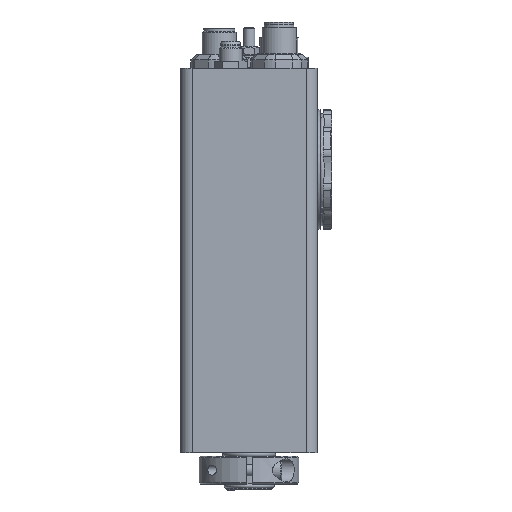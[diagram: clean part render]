
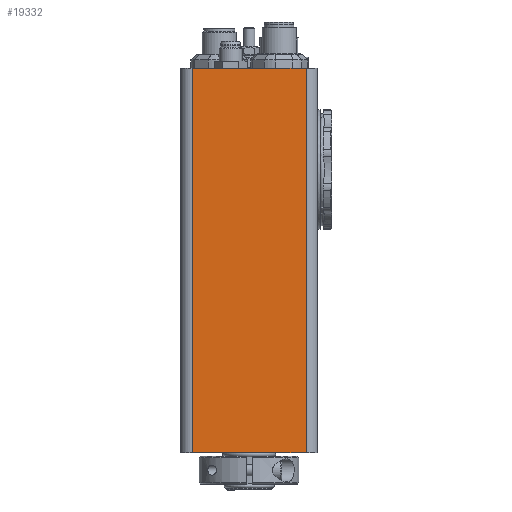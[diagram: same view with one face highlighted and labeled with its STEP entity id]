
A CAD part, left-side view. The second image highlights one B-rep face of the part: STEP entity #19332.
In plain terms, the highlighted planar face has unit normal (-1, 0, 0).
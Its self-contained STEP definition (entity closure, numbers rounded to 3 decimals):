
#2950=FACE_OUTER_BOUND('',#4061,.T.);
#4061=EDGE_LOOP('',(#15990,#15991,#15992,#15993));
#5153=LINE('',#33446,#6473);
#5381=LINE('',#35208,#6701);
#5384=LINE('',#35238,#6704);
#5385=LINE('',#35240,#6705);
#6473=VECTOR('',#23831,40.);
#6701=VECTOR('',#25039,40.);
#6704=VECTOR('',#25072,3.);
#6705=VECTOR('',#25075,3.);
#8039=VERTEX_POINT('',#33444);
#8040=VERTEX_POINT('',#33445);
#8436=VERTEX_POINT('',#35205);
#8437=VERTEX_POINT('',#35207);
#10431=EDGE_CURVE('',#8039,#8040,#5153,.T.);
#11024=EDGE_CURVE('',#8436,#8437,#5381,.T.);
#11040=EDGE_CURVE('',#8437,#8040,#5384,.T.);
#11041=EDGE_CURVE('',#8436,#8039,#5385,.T.);
#15990=ORIENTED_EDGE('',*,*,#11040,.F.);
#15991=ORIENTED_EDGE('',*,*,#11024,.F.);
#15992=ORIENTED_EDGE('',*,*,#11041,.T.);
#15993=ORIENTED_EDGE('',*,*,#10431,.T.);
#17390=PLANE('',#20892);
#19332=ADVANCED_FACE('',(#2950),#17390,.T.);
#20892=AXIS2_PLACEMENT_3D('',#35239,#25073,#25074);
#23831=DIRECTION('',(0.,1.,0.));
#25039=DIRECTION('',(0.,1.,0.));
#25072=DIRECTION('',(0.,0.,1.));
#25073=DIRECTION('center_axis',(-1.,0.,0.));
#25074=DIRECTION('ref_axis',(0.,0.,
1.));
#25075=DIRECTION('',(0.,0.,1.));
#33444=CARTESIAN_POINT('',(-40.233,-21.404,79.944));
#33445=CARTESIAN_POINT('',(-40.233,18.596,79.944));
#33446=CARTESIAN_POINT('',(-40.233,-21.404,79.944));
#35205=CARTESIAN_POINT('',(-40.233,-21.404,-55.056));
#35207=CARTESIAN_POINT('',(-40.233,18.596,-55.056));
#35208=CARTESIAN_POINT('',(-40.233,-21.404,-55.056));
#35238=CARTESIAN_POINT('',(-40.233,18.596,-55.056));
#35239=CARTESIAN_POINT('Origin',(-40.233,-21.404,-55.056));
#35240=CARTESIAN_POINT('',(-40.233,-21.404,-55.056));
